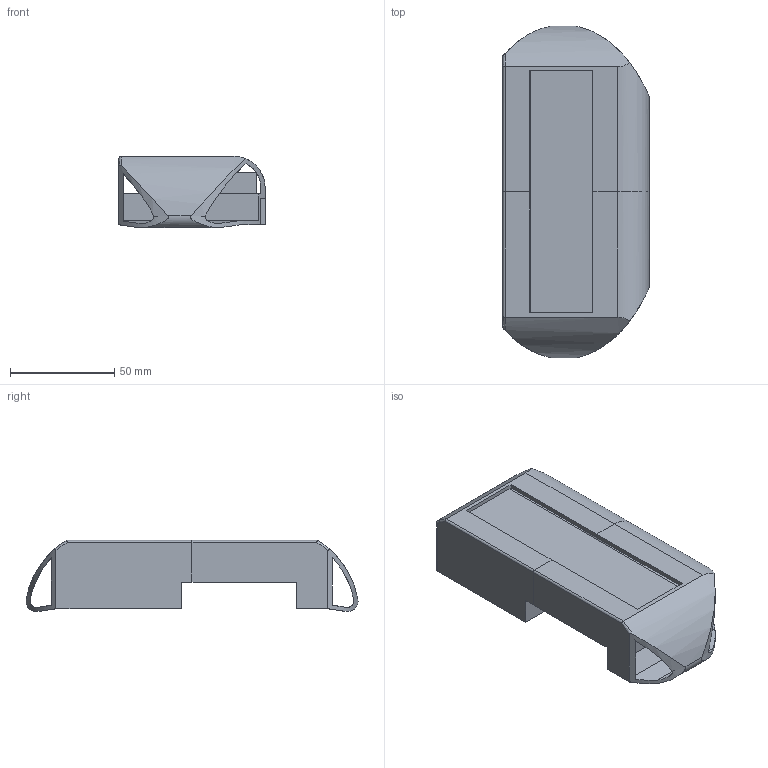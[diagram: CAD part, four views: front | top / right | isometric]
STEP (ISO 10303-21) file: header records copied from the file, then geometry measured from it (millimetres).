
FILE_DESCRIPTION(/* description */ (''),/* implementation_level */ '2;1');
FILE_NAME(/* name */ 'led case mockup v2.step',/* time_stamp */ '2019-08-07T10:57:08+07:00',/* author */ (''),/* organization */ (''),/* preprocessor_version */ 'ST-DEVELOPER v18',/* originating_system */ 'Autodesk Translation Framework v8.2.0.1029',/* authorisation */ '');
FILE_SCHEMA (('AUTOMOTIVE_DESIGN { 1 0 10303 214 3 1 1 }'));
Length unit declared in the file: millimetre
Products named in the file (4): led case mockup; particle stuff; battery lipo; matrix
Assembly tree (3 placements, depth 2):
  led case mockup
    particle stuff
    battery lipo
    matrix
Bounding box: 70 x 159.06 x 34.11 mm (x, y, z)
Volume: 128283.2 mm3; surface area: 70680.1 mm2
Topology: 5 solids, 5 shells, 77 faces, 211 edges, 140 vertices
Faces by surface type: plane 54, cylinder 16, bspline 5, torus 2
Entity records: 2915 total; most frequent: CARTESIAN_POINT 862, ORIENTED_EDGE 422, DIRECTION 371, EDGE_CURVE 211, LINE 149, VECTOR 149, VERTEX_POINT 140, AXIS2_PLACEMENT_3D 111
